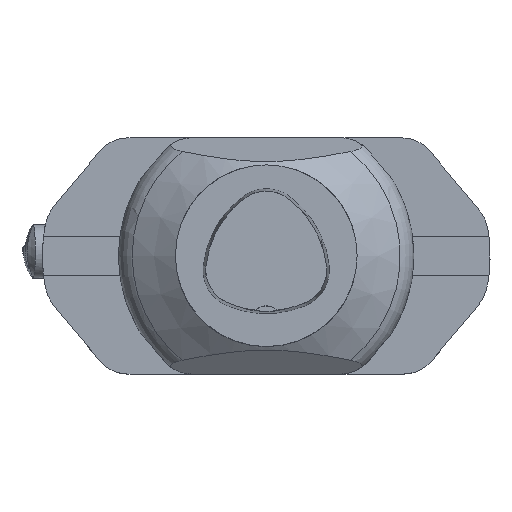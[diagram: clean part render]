
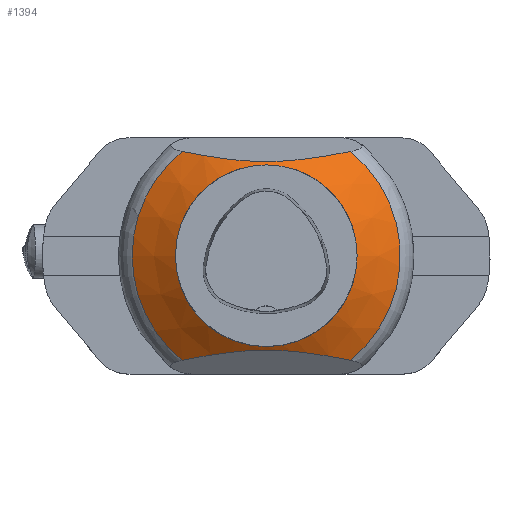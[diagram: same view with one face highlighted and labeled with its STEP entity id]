
A CAD part, top view. The second image highlights one B-rep face of the part: STEP entity #1394.
In plain terms, the highlighted conical face has half-angle 55 degrees and reference radius 39.992 mm.
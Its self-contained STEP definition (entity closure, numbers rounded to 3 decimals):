
#666=CONICAL_SURFACE('',#9479,39.993,55.);
#759=FACE_BOUND('',#2682,.T.);
#760=FACE_BOUND('',#2683,.T.);
#1002=CIRCLE('',#9476,40.);
#1003=CIRCLE('',#9477,59.03);
#1004=CIRCLE('',#9478,59.03);
#1283=B_SPLINE_CURVE_WITH_KNOTS('',3,(#13093,#13094,#13095,#13096,#13097,
#13098,#13099,#13100,#13101,#13102),.UNSPECIFIED.,.F.,.F.,(4,2,2,2,4),(0.,
0.25,0.5,0.75,1.),.UNSPECIFIED.);
#1287=B_SPLINE_CURVE_WITH_KNOTS('',3,(#13125,#13126,#13127,#13128,#13129,
#13130,#13131,#13132,#13133,#13134),.UNSPECIFIED.,.F.,.F.,(4,2,2,2,4),(0.,
0.25,0.5,0.75,1.),.UNSPECIFIED.);
#1394=ADVANCED_FACE('',(#759,#760),#666,.T.);
#2682=EDGE_LOOP('',(#3456));
#2683=EDGE_LOOP('',(#3457,#3458,#3459,#3460));
#3456=ORIENTED_EDGE('',*,*,#6607,.T.);
#3457=ORIENTED_EDGE('',*,*,#6602,.F.);
#3458=ORIENTED_EDGE('',*,*,#6608,.T.);
#3459=ORIENTED_EDGE('',*,*,#6606,.F.);
#3460=ORIENTED_EDGE('',*,*,#6609,.T.);
#5724=VERTEX_POINT('',#13092);
#5725=VERTEX_POINT('',#13103);
#5726=VERTEX_POINT('',#13117);
#5727=VERTEX_POINT('',#13124);
#5728=VERTEX_POINT('',#13137);
#6602=EDGE_CURVE('',#5724,#5725,#1283,.T.);
#6606=EDGE_CURVE('',#5727,#5726,#1287,.T.);
#6607=EDGE_CURVE('',#5728,#5728,#1002,.T.);
#6608=EDGE_CURVE('',#5724,#5726,#1003,.T.);
#6609=EDGE_CURVE('',#5727,#5725,#1004,.T.);
#9476=AXIS2_PLACEMENT_3D('',#13136,#10518,#10519);
#9477=AXIS2_PLACEMENT_3D('',#13138,#10520,#10521);
#9478=AXIS2_PLACEMENT_3D('',#13139,#10522,#10523);
#9479=AXIS2_PLACEMENT_3D('',#13140,#10524,#10525);
#10518=DIRECTION('',(0.,0.,-1.));
#10519=DIRECTION('',(-1.,0.,0.));
#10520=DIRECTION('',(0.,0.,1.));
#10521=DIRECTION('',(-1.,0.,0.));
#10522=DIRECTION('',(0.,0.,1.));
#10523=DIRECTION('',(-1.,0.,0.));
#10524=DIRECTION('',(0.,0.,-1.));
#10525=DIRECTION('',(-1.,0.,0.));
#13092=CARTESIAN_POINT('',(37.032,-45.969,-43.43));
#13093=CARTESIAN_POINT('',(37.032,-45.969,-43.43));
#13094=CARTESIAN_POINT('',(31.325,-44.831,-40.302));
#13095=CARTESIAN_POINT('',(25.507,-43.765,-37.373));
#13096=CARTESIAN_POINT('',(13.182,-42.083,-32.754));
#13097=CARTESIAN_POINT('',(6.719,-41.504,-31.163));
#13098=CARTESIAN_POINT('',(-6.642,-41.5,-31.151));
#13099=CARTESIAN_POINT('',(-13.117,-42.076,-32.734));
#13100=CARTESIAN_POINT('',(-25.483,-43.76,-37.361));
#13101=CARTESIAN_POINT('',(-31.314,-44.828,-40.296));
#13102=CARTESIAN_POINT('',(-37.032,-45.969,-43.43));
#13103=CARTESIAN_POINT('',(-37.032,-45.969,-43.43));
#13117=CARTESIAN_POINT('',(37.032,45.969,-43.43));
#13124=CARTESIAN_POINT('',(-37.032,45.969,-43.43));
#13125=CARTESIAN_POINT('',(-37.032,45.969,-43.43));
#13126=CARTESIAN_POINT('',(-31.325,44.831,-40.302));
#13127=CARTESIAN_POINT('',(-25.507,43.765,-37.373));
#13128=CARTESIAN_POINT('',(-13.182,42.083,-32.754));
#13129=CARTESIAN_POINT('',(-6.719,41.504,-31.163));
#13130=CARTESIAN_POINT('',(6.642,41.5,-31.151));
#13131=CARTESIAN_POINT('',(13.117,42.076,-32.734));
#13132=CARTESIAN_POINT('',(25.483,43.76,-37.361));
#13133=CARTESIAN_POINT('',(31.314,44.828,-40.296));
#13134=CARTESIAN_POINT('',(37.032,45.969,-43.43));
#13136=CARTESIAN_POINT('',(0.,0.,-30.105));
#13137=CARTESIAN_POINT('',(-40.,0.,-30.105));
#13138=CARTESIAN_POINT('',(0.,0.,-43.43));
#13139=CARTESIAN_POINT('',(0.,0.,-43.43));
#13140=CARTESIAN_POINT('',(0.,0.,-30.1));
